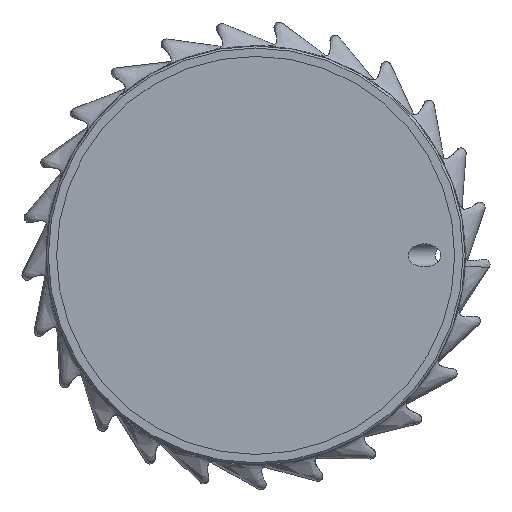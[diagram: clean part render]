
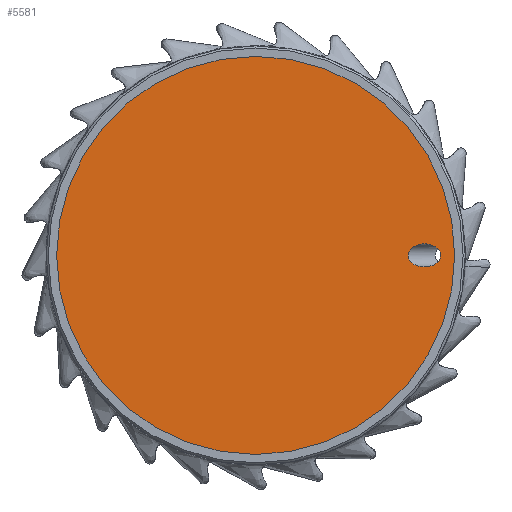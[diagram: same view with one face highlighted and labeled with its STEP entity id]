
A CAD part, front view. The second image highlights one B-rep face of the part: STEP entity #5581.
In plain terms, the highlighted planar face has unit normal (0, -1, 0).
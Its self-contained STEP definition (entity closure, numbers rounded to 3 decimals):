
#117=ELLIPSE('',#5811,7.778,5.5);
#147=FACE_BOUND('',#804,.T.);
#203=PLANE('',#6141);
#504=FACE_OUTER_BOUND('',#803,.T.);
#803=EDGE_LOOP('',(#5151));
#804=EDGE_LOOP('',(#5152));
#1154=CIRCLE('',#6140,95.);
#2247=VERTEX_POINT('',#8658);
#2539=VERTEX_POINT('',#15260);
#2830=EDGE_CURVE('',#2247,#2247,#117,.T.);
#3409=EDGE_CURVE('',#2539,#2539,#1154,.T.);
#5151=ORIENTED_EDGE('',*,*,#3409,.T.);
#5152=ORIENTED_EDGE('',*,*,#2830,.T.);
#5581=ADVANCED_FACE('',(#504,#147),#203,.F.);
#5811=AXIS2_PLACEMENT_3D('',#8660,#6654,#6655);
#6140=AXIS2_PLACEMENT_3D('',#15261,#7593,#7594);
#6141=AXIS2_PLACEMENT_3D('',#15263,#7596,#7597);
#6654=DIRECTION('center_axis',(0.,1.,0.));
#6655=DIRECTION('ref_axis',(-1.,0.,0.));
#7593=DIRECTION('center_axis',(0.,-1.,0.));
#7594=DIRECTION('ref_axis',(1.,0.,0.));
#7596=DIRECTION('center_axis',(0.,1.,0.));
#7597=DIRECTION('ref_axis',(1.,0.,0.));
#8658=CARTESIAN_POINT('',(88.314,-3.,0.));
#8660=CARTESIAN_POINT('Origin',(80.536,-3.,0.));
#15260=CARTESIAN_POINT('',(-95.,-3.,0.));
#15261=CARTESIAN_POINT('Origin',(0.,-3.,0.));
#15263=CARTESIAN_POINT('Origin',(0.,-3.,0.));
